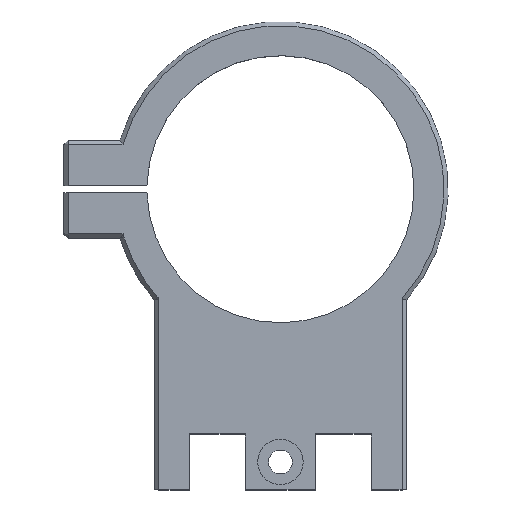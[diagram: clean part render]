
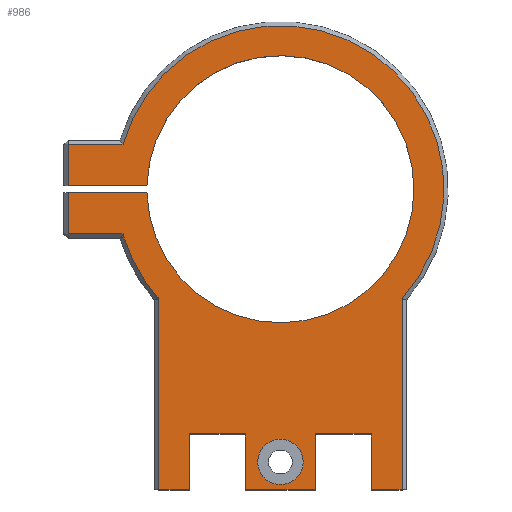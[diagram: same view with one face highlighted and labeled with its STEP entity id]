
A CAD part, top view. The second image highlights one B-rep face of the part: STEP entity #986.
In plain terms, the highlighted planar face has unit normal (0, 0, 1).
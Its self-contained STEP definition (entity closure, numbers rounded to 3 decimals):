
#344 = VERTEX_POINT('',#345);
#345 = CARTESIAN_POINT('',(-19.093,-0.5,8.));
#351 = EDGE_CURVE('',#344,#352,#354,.T.);
#352 = VERTEX_POINT('',#353);
#353 = CARTESIAN_POINT('',(-30.356,-0.5,8.));
#354 = LINE('',#355,#356);
#355 = CARTESIAN_POINT('',(-19.093,-0.5,8.));
#356 = VECTOR('',#357,1.);
#357 = DIRECTION('',(-1.,0.,0.));
#411 = EDGE_CURVE('',#344,#412,#414,.T.);
#412 = VERTEX_POINT('',#413);
#413 = CARTESIAN_POINT('',(-19.093,0.5,8.));
#414 = CIRCLE('',#415,19.1);
#415 = AXIS2_PLACEMENT_3D('',#416,#417,#418);
#416 = CARTESIAN_POINT('',(0.,0.,8.));
#417 = DIRECTION('',(0.,0.,1.));
#418 = DIRECTION('',(1.,0.,0.));
#462 = EDGE_CURVE('',#412,#463,#465,.T.);
#463 = VERTEX_POINT('',#464);
#464 = CARTESIAN_POINT('',(-30.356,0.5,8.));
#465 = LINE('',#466,#467);
#466 = CARTESIAN_POINT('',(-19.093,0.5,8.));
#467 = VECTOR('',#468,1.);
#468 = DIRECTION('',(-1.,0.,0.));
#544 = VERTEX_POINT('',#545);
#545 = CARTESIAN_POINT('',(-17.4,-43.,8.));
#551 = EDGE_CURVE('',#544,#552,#554,.T.);
#552 = VERTEX_POINT('',#553);
#553 = CARTESIAN_POINT('',(-13.,-43.,8.));
#554 = LINE('',#555,#556);
#555 = CARTESIAN_POINT('',(-18.,-43.,8.));
#556 = VECTOR('',#557,1.);
#557 = DIRECTION('',(1.,0.,0.));
#608 = EDGE_CURVE('',#552,#609,#611,.T.);
#609 = VERTEX_POINT('',#610);
#610 = CARTESIAN_POINT('',(-13.,-35.,8.));
#611 = LINE('',#612,#613);
#612 = CARTESIAN_POINT('',(-13.,-43.,8.));
#613 = VECTOR('',#614,1.);
#614 = DIRECTION('',(0.,1.,0.));
#658 = EDGE_CURVE('',#609,#659,#661,.T.);
#659 = VERTEX_POINT('',#660);
#660 = CARTESIAN_POINT('',(-5.,-35.,8.));
#661 = LINE('',#662,#663);
#662 = CARTESIAN_POINT('',(-13.,-35.,8.));
#663 = VECTOR('',#664,1.);
#664 = DIRECTION('',(1.,0.,0.));
#706 = VERTEX_POINT('',#707);
#707 = CARTESIAN_POINT('',(-5.,-43.,8.));
#713 = EDGE_CURVE('',#706,#659,#714,.T.);
#714 = LINE('',#715,#716);
#715 = CARTESIAN_POINT('',(-5.,-43.,8.));
#716 = VECTOR('',#717,1.);
#717 = DIRECTION('',(0.,1.,0.));
#740 = VERTEX_POINT('',#741);
#741 = CARTESIAN_POINT('',(13.,-43.,8.));
#747 = EDGE_CURVE('',#740,#748,#750,.T.);
#748 = VERTEX_POINT('',#749);
#749 = CARTESIAN_POINT('',(17.4,-43.,8.));
#750 = LINE('',#751,#752);
#751 = CARTESIAN_POINT('',(13.,-43.,8.));
#752 = VECTOR('',#753,1.);
#753 = DIRECTION('',(1.,0.,0.));
#770 = EDGE_CURVE('',#706,#771,#773,.T.);
#771 = VERTEX_POINT('',#772);
#772 = CARTESIAN_POINT('',(5.,-43.,8.));
#773 = LINE('',#774,#775);
#774 = CARTESIAN_POINT('',(-5.,-43.,8.));
#775 = VECTOR('',#776,1.);
#776 = DIRECTION('',(1.,0.,0.));
#794 = EDGE_CURVE('',#740,#795,#797,.T.);
#795 = VERTEX_POINT('',#796);
#796 = CARTESIAN_POINT('',(13.,-35.,8.));
#797 = LINE('',#798,#799);
#798 = CARTESIAN_POINT('',(13.,-43.,8.));
#799 = VECTOR('',#800,1.);
#800 = DIRECTION('',(0.,1.,0.));
#818 = EDGE_CURVE('',#771,#819,#821,.T.);
#819 = VERTEX_POINT('',#820);
#820 = CARTESIAN_POINT('',(5.,-35.,8.));
#821 = LINE('',#822,#823);
#822 = CARTESIAN_POINT('',(5.,-43.,8.));
#823 = VECTOR('',#824,1.);
#824 = DIRECTION('',(0.,1.,0.));
#842 = EDGE_CURVE('',#819,#795,#843,.T.);
#843 = LINE('',#844,#845);
#844 = CARTESIAN_POINT('',(5.,-35.,8.));
#845 = VECTOR('',#846,1.);
#846 = DIRECTION('',(1.,0.,0.));
#986 = ADVANCED_FACE('',(#987,#1097),#1108,.F.);
#987 = FACE_BOUND('',#988,.F.);
#988 = EDGE_LOOP('',(#989,#999,#1007,#1013,#1014,#1015,#1016,#1024,#1032
    ,#1041,#1047,#1048,#1049,#1050,#1051,#1052,#1053,#1054,#1055,#1056,
    #1064,#1072,#1081,#1090));
#989 = ORIENTED_EDGE('',*,*,#990,.F.);
#990 = EDGE_CURVE('',#991,#993,#995,.T.);
#991 = VERTEX_POINT('',#992);
#992 = CARTESIAN_POINT('',(-23.131,-6.4,8.));
#993 = VERTEX_POINT('',#994);
#994 = CARTESIAN_POINT('',(-22.508,-6.4,8.));
#995 = LINE('',#996,#997);
#996 = CARTESIAN_POINT('',(-17.09,-6.4,8.));
#997 = VECTOR('',#998,1.);
#998 = DIRECTION('',(1.,0.,0.));
#999 = ORIENTED_EDGE('',*,*,#1000,.F.);
#1000 = EDGE_CURVE('',#1001,#991,#1003,.T.);
#1001 = VERTEX_POINT('',#1002);
#1002 = CARTESIAN_POINT('',(-30.356,-6.4,8.));
#1003 = LINE('',#1004,#1005);
#1004 = CARTESIAN_POINT('',(-30.956,-6.4,8.));
#1005 = VECTOR('',#1006,1.);
#1006 = DIRECTION('',(1.,0.,0.));
#1007 = ORIENTED_EDGE('',*,*,#1008,.F.);
#1008 = EDGE_CURVE('',#352,#1001,#1009,.T.);
#1009 = LINE('',#1010,#1011);
#1010 = CARTESIAN_POINT('',(-30.356,-0.5,8.));
#1011 = VECTOR('',#1012,1.);
#1012 = DIRECTION('',(0.,-1.,0.));
#1013 = ORIENTED_EDGE('',*,*,#351,.F.);
#1014 = ORIENTED_EDGE('',*,*,#411,.T.);
#1015 = ORIENTED_EDGE('',*,*,#462,.T.);
#1016 = ORIENTED_EDGE('',*,*,#1017,.F.);
#1017 = EDGE_CURVE('',#1018,#463,#1020,.T.);
#1018 = VERTEX_POINT('',#1019);
#1019 = CARTESIAN_POINT('',(-30.356,6.4,8.));
#1020 = LINE('',#1021,#1022);
#1021 = CARTESIAN_POINT('',(-30.356,7.,8.));
#1022 = VECTOR('',#1023,1.);
#1023 = DIRECTION('',(0.,-1.,0.));
#1024 = ORIENTED_EDGE('',*,*,#1025,.F.);
#1025 = EDGE_CURVE('',#1026,#1018,#1028,.T.);
#1026 = VERTEX_POINT('',#1027);
#1027 = CARTESIAN_POINT('',(-22.508,6.4,8.));
#1028 = LINE('',#1029,#1030);
#1029 = CARTESIAN_POINT('',(-22.956,6.4,8.));
#1030 = VECTOR('',#1031,1.);
#1031 = DIRECTION('',(-1.,0.,0.));
#1032 = ORIENTED_EDGE('',*,*,#1033,.F.);
#1033 = EDGE_CURVE('',#1034,#1026,#1036,.T.);
#1034 = VERTEX_POINT('',#1035);
#1035 = CARTESIAN_POINT('',(17.4,-15.646,8.));
#1036 = CIRCLE('',#1037,23.4);
#1037 = AXIS2_PLACEMENT_3D('',#1038,#1039,#1040);
#1038 = CARTESIAN_POINT('',(0.,0.,8.));
#1039 = DIRECTION('',(-0.,0.,1.));
#1040 = DIRECTION('',(0.75,-0.661,0.));
#1041 = ORIENTED_EDGE('',*,*,#1042,.T.);
#1042 = EDGE_CURVE('',#1034,#748,#1043,.T.);
#1043 = LINE('',#1044,#1045);
#1044 = CARTESIAN_POINT('',(17.4,-15.875,8.));
#1045 = VECTOR('',#1046,1.);
#1046 = DIRECTION('',(0.,-1.,0.));
#1047 = ORIENTED_EDGE('',*,*,#747,.F.);
#1048 = ORIENTED_EDGE('',*,*,#794,.T.);
#1049 = ORIENTED_EDGE('',*,*,#842,.F.);
#1050 = ORIENTED_EDGE('',*,*,#818,.F.);
#1051 = ORIENTED_EDGE('',*,*,#770,.F.);
#1052 = ORIENTED_EDGE('',*,*,#713,.T.);
#1053 = ORIENTED_EDGE('',*,*,#658,.F.);
#1054 = ORIENTED_EDGE('',*,*,#608,.F.);
#1055 = ORIENTED_EDGE('',*,*,#551,.F.);
#1056 = ORIENTED_EDGE('',*,*,#1057,.F.);
#1057 = EDGE_CURVE('',#1058,#544,#1060,.T.);
#1058 = VERTEX_POINT('',#1059);
#1059 = CARTESIAN_POINT('',(-17.4,-16.53,8.));
#1060 = LINE('',#1061,#1062);
#1061 = CARTESIAN_POINT('',(-17.4,-15.875,8.));
#1062 = VECTOR('',#1063,1.);
#1063 = DIRECTION('',(0.,-1.,0.));
#1064 = ORIENTED_EDGE('',*,*,#1065,.T.);
#1065 = EDGE_CURVE('',#1058,#1066,#1068,.T.);
#1066 = VERTEX_POINT('',#1067);
#1067 = CARTESIAN_POINT('',(-17.4,-15.646,8.));
#1068 = LINE('',#1069,#1070);
#1069 = CARTESIAN_POINT('',(-17.4,-12.832,8.));
#1070 = VECTOR('',#1071,1.);
#1071 = DIRECTION('',(0.,1.,0.));
#1072 = ORIENTED_EDGE('',*,*,#1073,.F.);
#1073 = EDGE_CURVE('',#1074,#1066,#1076,.T.);
#1074 = VERTEX_POINT('',#1075);
#1075 = CARTESIAN_POINT('',(-17.55,-15.478,8.));
#1076 = CIRCLE('',#1077,23.4);
#1077 = AXIS2_PLACEMENT_3D('',#1078,#1079,#1080);
#1078 = CARTESIAN_POINT('',(0.,0.,8.));
#1079 = DIRECTION('',(0.,0.,1.));
#1080 = DIRECTION('',(-0.75,-0.661,0.));
#1081 = ORIENTED_EDGE('',*,*,#1082,.F.);
#1082 = EDGE_CURVE('',#1083,#1074,#1085,.T.);
#1083 = VERTEX_POINT('',#1084);
#1084 = CARTESIAN_POINT('',(-22.383,-6.825,8.));
#1085 = CIRCLE('',#1086,23.4);
#1086 = AXIS2_PLACEMENT_3D('',#1087,#1088,#1089);
#1087 = CARTESIAN_POINT('',(0.,0.,8.));
#1088 = DIRECTION('',(0.,0.,1.));
#1089 = DIRECTION('',(-0.957,-0.292,0.));
#1090 = ORIENTED_EDGE('',*,*,#1091,.F.);
#1091 = EDGE_CURVE('',#993,#1083,#1092,.T.);
#1092 = CIRCLE('',#1093,23.4);
#1093 = AXIS2_PLACEMENT_3D('',#1094,#1095,#1096);
#1094 = CARTESIAN_POINT('',(0.,0.,8.));
#1095 = DIRECTION('',(0.,0.,1.));
#1096 = DIRECTION('',(-0.964,-0.267,0.));
#1097 = FACE_BOUND('',#1098,.F.);
#1098 = EDGE_LOOP('',(#1099));
#1099 = ORIENTED_EDGE('',*,*,#1100,.T.);
#1100 = EDGE_CURVE('',#1101,#1101,#1103,.T.);
#1101 = VERTEX_POINT('',#1102);
#1102 = CARTESIAN_POINT('',(3.25,-39.,8.));
#1103 = CIRCLE('',#1104,3.25);
#1104 = AXIS2_PLACEMENT_3D('',#1105,#1106,#1107);
#1105 = CARTESIAN_POINT('',(0.,-39.,8.));
#1106 = DIRECTION('',(0.,0.,1.));
#1107 = DIRECTION('',(1.,0.,0.));
#1108 = PLANE('',#1109);
#1109 = AXIS2_PLACEMENT_3D('',#1110,#1111,#1112);
#1110 = CARTESIAN_POINT('',(-3.224,-9.789,8.));
#1111 = DIRECTION('',(-0.,-0.,-1.));
#1112 = DIRECTION('',(-1.,0.,0.));
